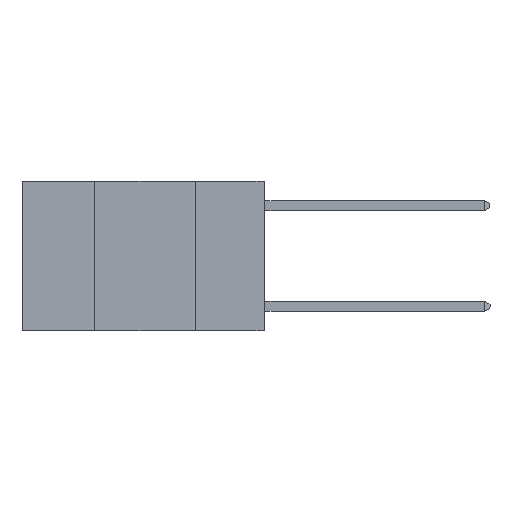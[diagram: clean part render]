
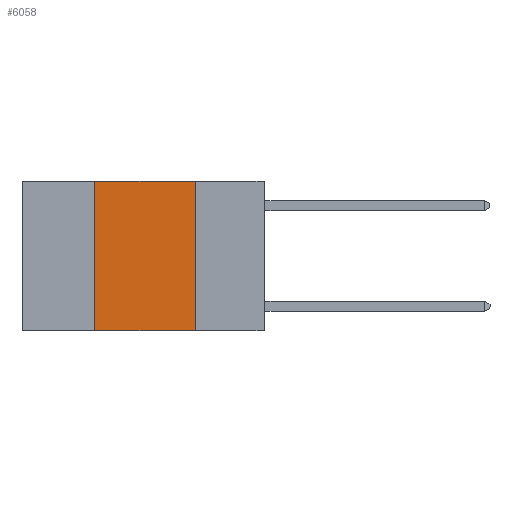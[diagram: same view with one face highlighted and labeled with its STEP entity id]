
A CAD part, left-side view. The second image highlights one B-rep face of the part: STEP entity #6058.
In plain terms, the highlighted planar face has unit normal (-1, 0, 0).
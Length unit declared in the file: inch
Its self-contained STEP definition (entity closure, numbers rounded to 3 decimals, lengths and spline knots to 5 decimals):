
#428 = VECTOR ( 'NONE', #8152, 39.37008 ) ;
#1175 = CARTESIAN_POINT ( 'NONE',  ( 0., 0.42, 0. ) ) ;
#1800 = VERTEX_POINT ( 'NONE', #2255 ) ;
#1890 = LINE ( 'NONE', #3543, #10805 ) ;
#1905 = ORIENTED_EDGE ( 'NONE', *, *, #3329, .F. ) ;
#2087 = EDGE_LOOP ( 'NONE', ( #3927, #1905, #4194, #6560 ) ) ;
#2255 = CARTESIAN_POINT ( 'NONE',  ( 0., 0.17, 0. ) ) ;
#3011 = FACE_OUTER_BOUND ( 'NONE', #2087, .T. ) ;
#3329 = EDGE_CURVE ( 'NONE', #6702, #1800, #3733, .T. ) ;
#3471 = CARTESIAN_POINT ( 'NONE',  ( 0., 0.6, 0. ) ) ;
#3543 = CARTESIAN_POINT ( 'NONE',  ( 0., 0.17, 0. ) ) ;
#3580 = DIRECTION ( 'NONE',  ( 0., 0., -1. ) ) ;
#3733 = LINE ( 'NONE', #10867, #10654 ) ;
#3927 = ORIENTED_EDGE ( 'NONE', *, *, #7789, .F. ) ;
#4194 = ORIENTED_EDGE ( 'NONE', *, *, #5185, .F. ) ;
#4349 = DIRECTION ( 'NONE',  ( 0., 0., -1. ) ) ;
#5185 = EDGE_CURVE ( 'NONE', #6473, #6702, #9445, .T. ) ;
#5377 = CARTESIAN_POINT ( 'NONE',  ( 0., 0.17, -0.37 ) ) ;
#5452 = CARTESIAN_POINT ( 'NONE',  ( 0., 0.42, 0. ) ) ;
#5673 = EDGE_CURVE ( 'NONE', #6473, #6673, #8609, .T. ) ;
#6058 = ADVANCED_FACE ( 'NONE', ( #3011 ), #11211, .F. ) ;
#6473 = VERTEX_POINT ( 'NONE', #10267 ) ;
#6560 = ORIENTED_EDGE ( 'NONE', *, *, #5673, .T. ) ;
#6673 = VERTEX_POINT ( 'NONE', #5377 ) ;
#6702 = VERTEX_POINT ( 'NONE', #5452 ) ;
#7314 = AXIS2_PLACEMENT_3D ( 'NONE', #3471, #9583, #4349 ) ;
#7456 = DIRECTION ( 'NONE',  ( 0., -1., 0. ) ) ;
#7789 = EDGE_CURVE ( 'NONE', #1800, #6673, #1890, .T. ) ;
#8152 = DIRECTION ( 'NONE',  ( 0., 0., 1. ) ) ;
#8345 = VECTOR ( 'NONE', #9173, 39.37008 ) ;
#8609 = LINE ( 'NONE', #10024, #8345 ) ;
#9173 = DIRECTION ( 'NONE',  ( 0., -1., 0. ) ) ;
#9445 = LINE ( 'NONE', #1175, #428 ) ;
#9583 = DIRECTION ( 'NONE',  ( 1., 0., 0. ) ) ;
#10024 = CARTESIAN_POINT ( 'NONE',  ( 0., 0.6, -0.37 ) ) ;
#10267 = CARTESIAN_POINT ( 'NONE',  ( 0., 0.42, -0.37 ) ) ;
#10654 = VECTOR ( 'NONE', #7456, 39.37008 ) ;
#10805 = VECTOR ( 'NONE', #3580, 39.37008 ) ;
#10867 = CARTESIAN_POINT ( 'NONE',  ( 0., 0.6, 0. ) ) ;
#11211 = PLANE ( 'NONE',  #7314 ) ;
